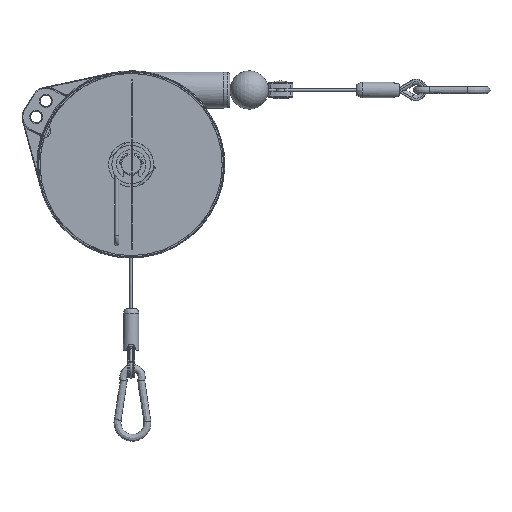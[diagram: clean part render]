
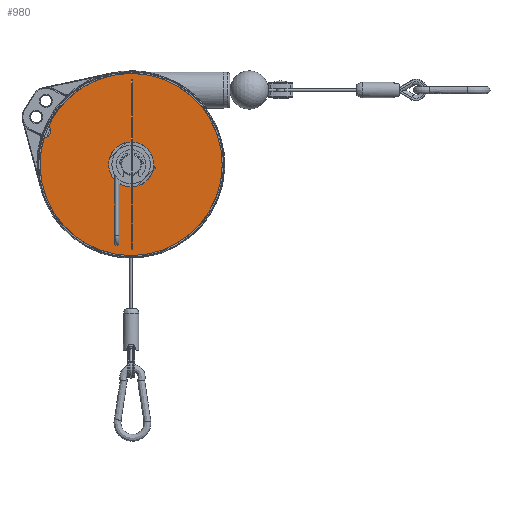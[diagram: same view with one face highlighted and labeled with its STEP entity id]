
A CAD part, left-side view. The second image highlights one B-rep face of the part: STEP entity #980.
In plain terms, the highlighted face is planar.
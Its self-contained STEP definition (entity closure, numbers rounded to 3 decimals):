
#980 = ADVANCED_FACE( '', ( #2003, #2004 ), #2005, .F. );
#2003 = FACE_BOUND( '', #6329, .T. );
#2004 = FACE_OUTER_BOUND( '', #6330, .T. );
#2005 = PLANE( '', #6331 );
#6329 = EDGE_LOOP( '', ( #8933 ) );
#6330 = EDGE_LOOP( '', ( #8934, #8935 ) );
#6331 = AXIS2_PLACEMENT_3D( '', #8936, #8937, #8938 );
#8933 = ORIENTED_EDGE( '', *, *, #9896, .F. );
#8934 = ORIENTED_EDGE( '', *, *, #9891, .F. );
#8935 = ORIENTED_EDGE( '', *, *, #9895, .F. );
#8936 = CARTESIAN_POINT( '', ( 0., -1., 0. ) );
#8937 = DIRECTION( '', ( 0., 1., 0. ) );
#8938 = DIRECTION( '', ( 0., 0., 1. ) );
#9891 = EDGE_CURVE( '', #11228, #11231, #11232, .T. );
#9895 = EDGE_CURVE( '', #11231, #11228, #11237, .T. );
#9896 = EDGE_CURVE( '', #11238, #11238, #11239, .T. );
#11228 = VERTEX_POINT( '', #15733 );
#11231 = VERTEX_POINT( '', #15737 );
#11232 = CIRCLE( '', #15738, 71. );
#11237 = CIRCLE( '', #15744, 5. );
#11238 = VERTEX_POINT( '', #15745 );
#11239 = CIRCLE( '', #15746, 14. );
#15733 = CARTESIAN_POINT( '', ( 66.199, -1., 25.664 ) );
#15737 = CARTESIAN_POINT( '', ( 62.212, -1., 34.215 ) );
#15738 = AXIS2_PLACEMENT_3D( '', #17070, #17071, #17072 );
#15744 = AXIS2_PLACEMENT_3D( '', #17080, #17081, #17082 );
#15745 = CARTESIAN_POINT( '', ( 14., -1., 0. ) );
#15746 = AXIS2_PLACEMENT_3D( '', #17083, #17084, #17085 );
#17070 = CARTESIAN_POINT( '', ( 0., -1., 0. ) );
#17071 = DIRECTION( '', ( 0., 1., 0. ) );
#17072 = DIRECTION( '', ( 1., 0., 0. ) );
#17080 = CARTESIAN_POINT( '', ( 65.707, -1., 30.64 ) );
#17081 = DIRECTION( '', ( 0., -1., 0. ) );
#17082 = DIRECTION( '', ( 1., 0., 0. ) );
#17083 = CARTESIAN_POINT( '', ( 0., -1., 0. ) );
#17084 = DIRECTION( '', ( 0., -1., 0. ) );
#17085 = DIRECTION( '', ( 1., 0., 0. ) );
